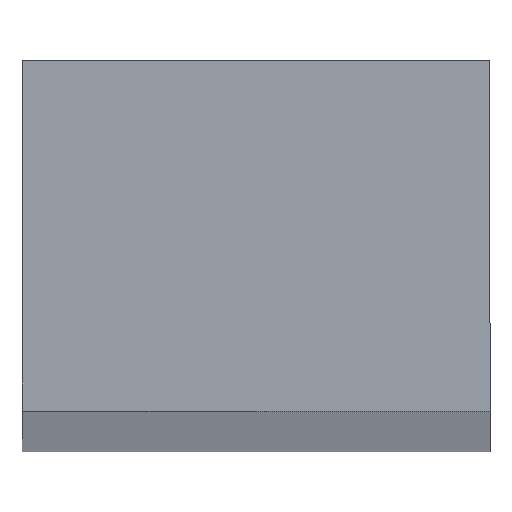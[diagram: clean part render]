
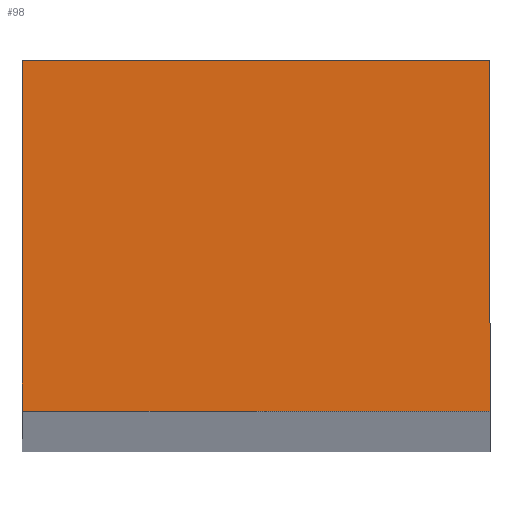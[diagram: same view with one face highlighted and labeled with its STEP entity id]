
A CAD part, top view. The second image highlights one B-rep face of the part: STEP entity #98.
In plain terms, the highlighted planar face has unit normal (0, 0, 1).
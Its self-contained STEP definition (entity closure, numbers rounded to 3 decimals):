
#44 = PLANE ( 'NONE',  #55 ) ;
#54 = FACE_OUTER_BOUND ( 'NONE', #65, .T. ) ;
#55 = AXIS2_PLACEMENT_3D ( 'NONE', #216, #200, #194 ) ;
#61 = ORIENTED_EDGE ( 'NONE', *, *, #90, .T. ) ;
#62 = LINE ( 'NONE', #161, #197 ) ;
#65 = EDGE_LOOP ( 'NONE', ( #163, #82, #61, #229 ) ) ;
#82 = ORIENTED_EDGE ( 'NONE', *, *, #126, .T. ) ;
#87 = CARTESIAN_POINT ( 'NONE',  ( 10., -7.5, 500. ) ) ;
#89 = DIRECTION ( 'NONE',  ( 0., -1., 0. ) ) ;
#90 = EDGE_CURVE ( 'NONE', #164, #181, #193, .T. ) ;
#91 = CARTESIAN_POINT ( 'NONE',  ( -10., 7.5, 500. ) ) ;
#98 = ADVANCED_FACE ( 'NONE', ( #54 ), #44, .T. ) ;
#102 = DIRECTION ( 'NONE',  ( -1., 0., 0. ) ) ;
#110 = VERTEX_POINT ( 'NONE', #203 ) ;
#126 = EDGE_CURVE ( 'NONE', #110, #164, #62, .T. ) ;
#127 = CARTESIAN_POINT ( 'NONE',  ( 10., 7.5, 500. ) ) ;
#133 = CARTESIAN_POINT ( 'NONE',  ( -10., 7.5, 500. ) ) ;
#135 = VERTEX_POINT ( 'NONE', #221 ) ;
#145 = LINE ( 'NONE', #91, #157 ) ;
#152 = VECTOR ( 'NONE', #237, 1000. ) ;
#157 = VECTOR ( 'NONE', #89, 1000. ) ;
#161 = CARTESIAN_POINT ( 'NONE',  ( -10., -7.5, 500. ) ) ;
#163 = ORIENTED_EDGE ( 'NONE', *, *, #232, .T. ) ;
#164 = VERTEX_POINT ( 'NONE', #87 ) ;
#177 = VECTOR ( 'NONE', #102, 1000. ) ;
#181 = VERTEX_POINT ( 'NONE', #127 ) ;
#193 = LINE ( 'NONE', #205, #152 ) ;
#194 = DIRECTION ( 'NONE',  ( 1., 0., 0. ) ) ;
#197 = VECTOR ( 'NONE', #231, 1000. ) ;
#199 = LINE ( 'NONE', #133, #177 ) ;
#200 = DIRECTION ( 'NONE',  ( 0., 0., 1. ) ) ;
#203 = CARTESIAN_POINT ( 'NONE',  ( -10., -7.5, 500. ) ) ;
#205 = CARTESIAN_POINT ( 'NONE',  ( 10., 7.5, 500. ) ) ;
#209 = EDGE_CURVE ( 'NONE', #181, #135, #199, .T. ) ;
#216 = CARTESIAN_POINT ( 'NONE',  ( 0., 0., 500. ) ) ;
#221 = CARTESIAN_POINT ( 'NONE',  ( -10., 7.5, 500. ) ) ;
#229 = ORIENTED_EDGE ( 'NONE', *, *, #209, .T. ) ;
#231 = DIRECTION ( 'NONE',  ( 1., 0., 0. ) ) ;
#232 = EDGE_CURVE ( 'NONE', #135, #110, #145, .T. ) ;
#237 = DIRECTION ( 'NONE',  ( 0., 1., 0. ) ) ;
